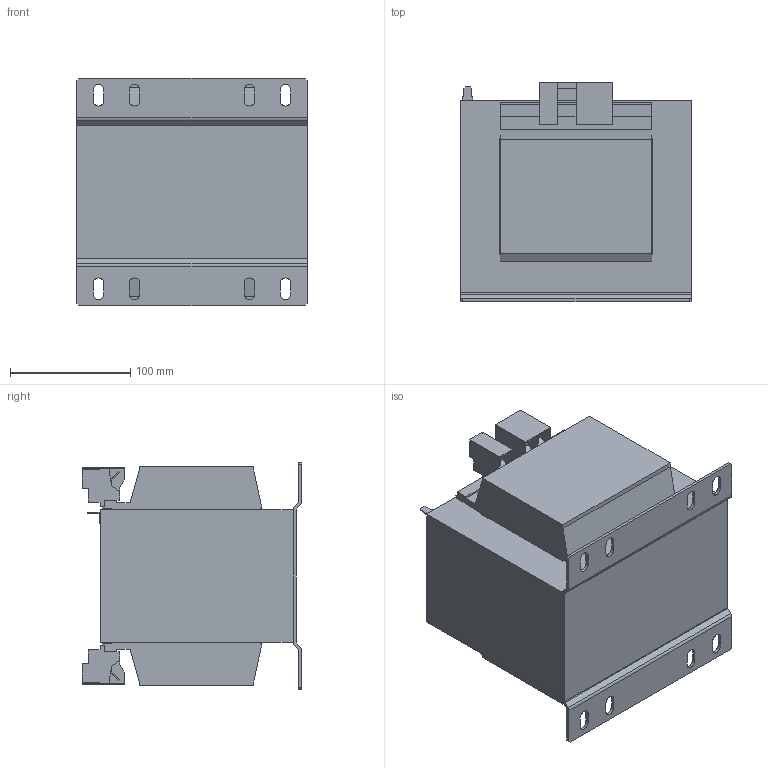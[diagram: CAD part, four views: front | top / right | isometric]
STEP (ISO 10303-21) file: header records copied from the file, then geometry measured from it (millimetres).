
FILE_DESCRIPTION (( 'STEP AP203' ), '1' );
FILE_NAME ('USTE2500_2X115.step', '2024-10-31T16:59:58', ( '' ), ( '' ), 'SwSTEP 2.0', 'SolidWorks 2023', '' );
FILE_SCHEMA (( 'CONFIG_CONTROL_DESIGN' ));
Length unit declared in the file: inch
Products named in the file (1): USTE2500_2X115
Bounding box: 192 x 182.62 x 189 mm (x, y, z)
Volume: 4489486.9 mm3; surface area: 317749.5 mm2
Topology: 1 solids, 1 shells, 447 faces, 1305 edges, 862 vertices
Faces by surface type: plane 367, cylinder 80
Entity records: 14754 total; most frequent: CARTESIAN_POINT 2615, ORIENTED_EDGE 2610, DIRECTION 2361, EDGE_CURVE 1305, LINE 1145, VECTOR 1145, VERTEX_POINT 862, AXIS2_PLACEMENT_3D 608
